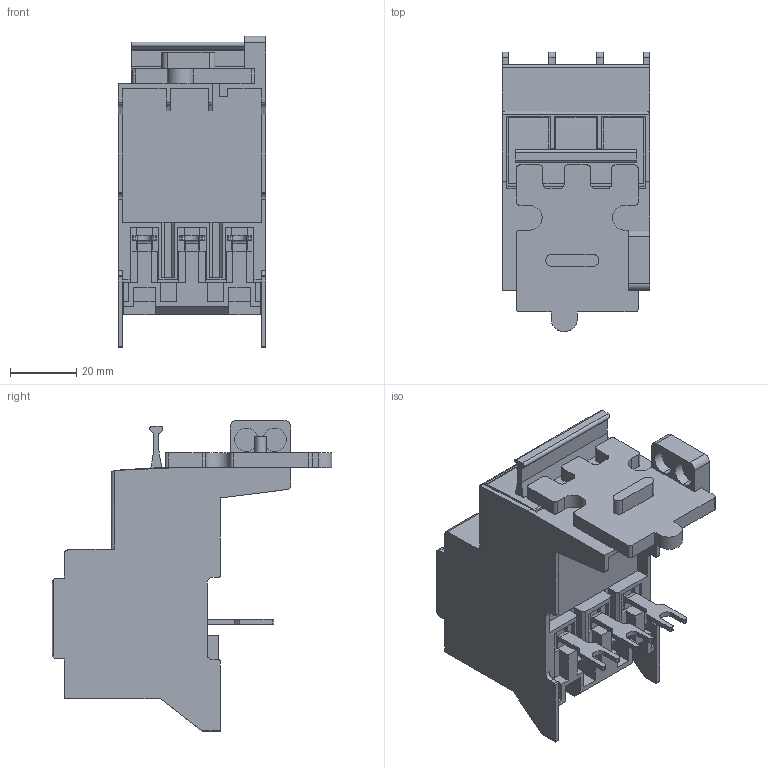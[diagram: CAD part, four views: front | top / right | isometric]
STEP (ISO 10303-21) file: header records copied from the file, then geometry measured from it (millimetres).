
FILE_DESCRIPTION(('STEP AP214'),'1');
FILE_NAME('cctmp_CB1DDC15-1E75-48AC-9B2E-278A62A8CD4C_2023_07_21_11_35_25_0783..stp','2023-07-21T09:35:26',('SIEMENS A&D'),('CADClick - www.CADClick.com'),'Spatial InterOp 3D postprocessed',' ','unknown authorization');
FILE_SCHEMA(('AUTOMOTIVE_DESIGN'));
Length unit declared in the file: millimetre
Products named in the file (1): 2023_07_21_11_35_25_0768
Bounding box: 44.8 x 84.7 x 94.25 mm (x, y, z)
Volume: 81696 mm3; surface area: 43980.6 mm2
Topology: 1 solids, 1 shells, 372 faces, 1136 edges, 752 vertices
Faces by surface type: plane 276, cylinder 96
Entity records: 21404 total; most frequent: CARTESIAN_POINT 2340, ORIENTED_EDGE 2272, STYLED_ITEM 2261, PRESENTATION_STYLE_ASSIGNMENT 2261, DIRECTION 2069, EDGE_CURVE 1136, CURVE_STYLE 1136, DRAUGHTING_PRE_DEFINED_CURVE_FONT 1136
